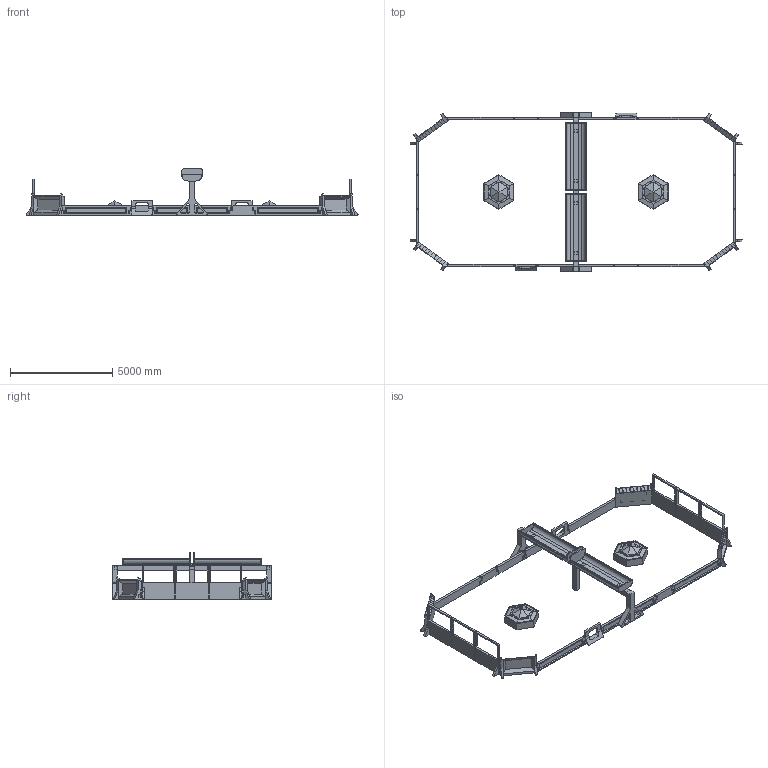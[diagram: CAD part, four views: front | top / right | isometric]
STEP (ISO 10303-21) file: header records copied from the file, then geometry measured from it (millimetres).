
FILE_DESCRIPTION(('FreeCAD Model'),'2;1');
FILE_NAME('Open CASCADE Shape Model','2025-05-02T17:18:59',('FreeCAD'),( 'FreeCAD'),'Open CASCADE STEP processor 7.6','FreeCAD','Unknown');
FILE_SCHEMA(('AUTOMOTIVE_DESIGN { 1 0 10303 214 1 1 1 1 }'));
Products named in the file (1): Open CASCADE STEP translator 7.6 1
Bounding box: 16267.44 x 7831.57 x 2263.93 mm (x, y, z)
Volume: 6010498706.1 mm3; surface area: 133515601.6 mm2
Topology: 31 solids, 31 shells, 1294 faces, 3522 edges, 2334 vertices
Faces by surface type: bspline 1294
Entity records: 38538 total; most frequent: CARTESIAN_POINT 17899, ORIENTED_EDGE 7044, EDGE_CURVE 3522, B_SPLINE_CURVE_WITH_KNOTS 2568, VERTEX_POINT 2334, FACE_BOUND 1472, EDGE_LOOP 1472, ADVANCED_FACE 1294
